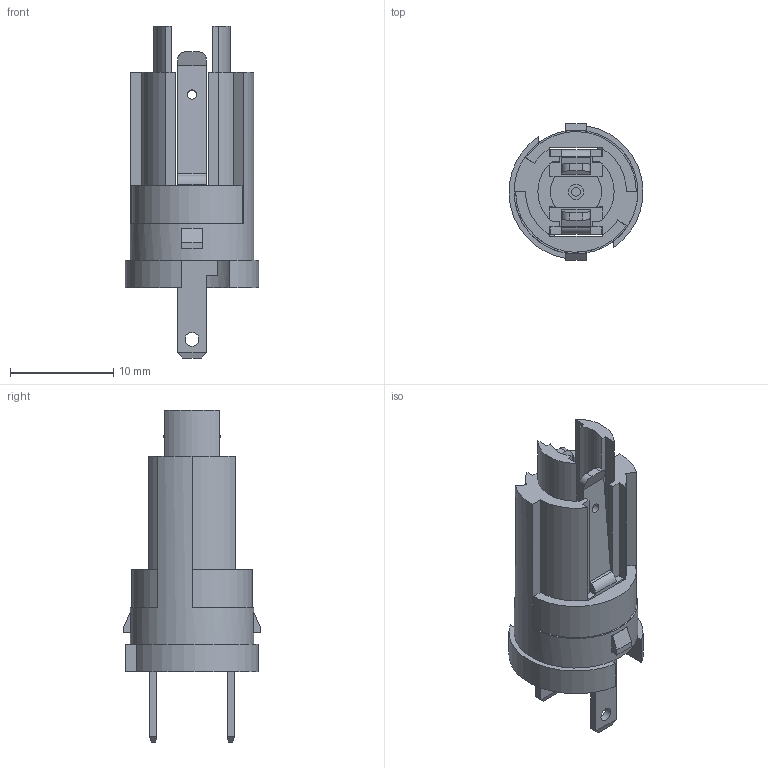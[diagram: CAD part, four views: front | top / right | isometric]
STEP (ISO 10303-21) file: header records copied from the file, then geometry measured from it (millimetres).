
FILE_DESCRIPTION(/* description */ (''),/* implementation_level */ '2;1');
FILE_NAME(/* name */ 'L5.stp',/* time_stamp */ '2019-10-22T13:18:13+02:00',/* author */ ('thagel'),/* organization */ (''),/* preprocessor_version */ 'ST-DEVELOPER v17.2',/* originating_system */ 'Autodesk Inventor 2019',/* authorisation */ '');
FILE_SCHEMA (('AUTOMOTIVE_DESIGN { 1 0 10303 214 3 1 1 }'));
Length unit declared in the file: millimetre
Products named in the file (1): L5
Bounding box: 12.99 x 13.2 x 32.2 mm (x, y, z)
Volume: 1242.5 mm3; surface area: 2081.8 mm2
Topology: 1 solids, 1 shells, 167 faces, 487 edges, 311 vertices
Faces by surface type: plane 131, cylinder 35, cone 1
Full cylindrical faces by diameter (mm): 0.9 x2, 1.35 x2, 12 x1
Entity records: 5527 total; most frequent: ORIENTED_EDGE 974, CARTESIAN_POINT 966, DIRECTION 912, EDGE_CURVE 487, LINE 398, VECTOR 398, VERTEX_POINT 311, AXIS2_PLACEMENT_3D 257
